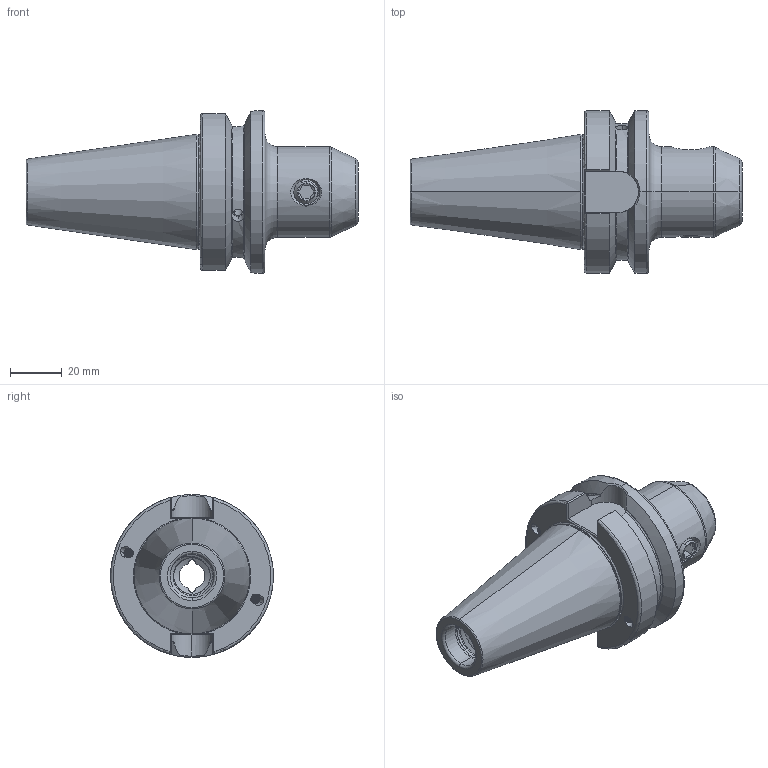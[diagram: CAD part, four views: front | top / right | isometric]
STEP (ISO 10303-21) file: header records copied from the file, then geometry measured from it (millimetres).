
FILE_DESCRIPTION (( 'STEP AP203' ), '1' );
FILE_NAME ('406.04.10.K.STEP', '2016-08-08T05:12:38', ( '' ), ( '' ), 'SwSTEP 2.0', 'SolidWorks 2012', '' );
FILE_SCHEMA (( 'CONFIG_CONTROL_DESIGN' ));
Length unit declared in the file: millimetre
Products named in the file (3): 側固10_M10x1.5_12L; 406.04.10.K
Assembly tree (2 placements, depth 2):
  406.04.10.K
    406.04.10.K
    側固10_M10x1.5_12L
Bounding box: 128.4 x 63 x 63 mm (x, y, z)
Volume: 146613.2 mm3; surface area: 30061.4 mm2
Topology: 2 solids, 2 shells, 273 faces, 730 edges, 465 vertices
Faces by surface type: cylinder 129, plane 46, torus 40, cone 30, bspline 26, sphere 2
Entity records: 20614 total; most frequent: CARTESIAN_POINT 14324, ORIENTED_EDGE 1456, DIRECTION 1048, EDGE_CURVE 728, VERTEX_POINT 465, AXIS2_PLACEMENT_3D 420, EDGE_LOOP 291, FACE_OUTER_BOUND 273
